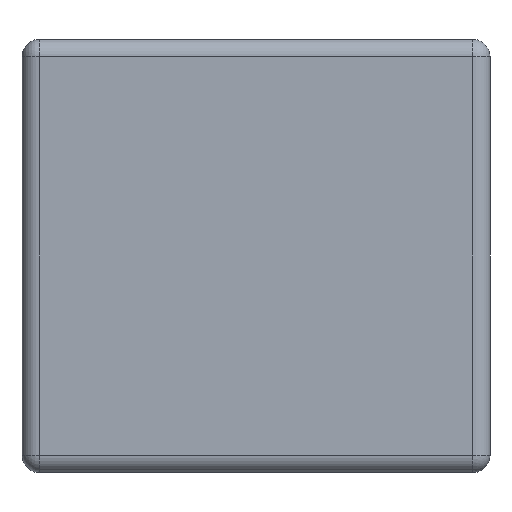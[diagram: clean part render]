
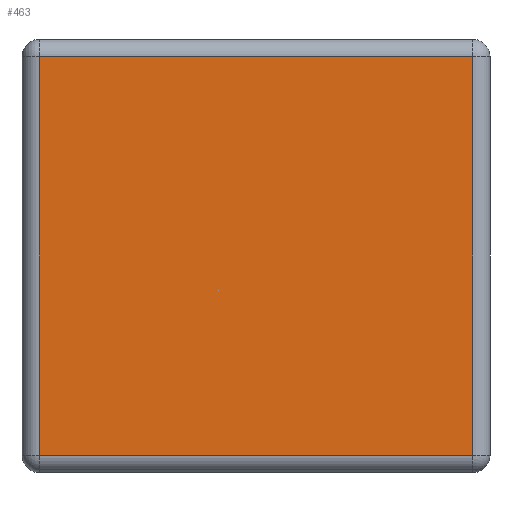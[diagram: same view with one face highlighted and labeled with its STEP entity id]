
A CAD part, left-side view. The second image highlights one B-rep face of the part: STEP entity #463.
In plain terms, the highlighted planar face has unit normal (-1, 0, 0).
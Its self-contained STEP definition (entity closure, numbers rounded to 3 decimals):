
#31 = CARTESIAN_POINT ( 'NONE',  ( -1., 0.05, 0.575 ) ) ;
#63 = LINE ( 'NONE', #1038, #890 ) ;
#91 = DIRECTION ( 'NONE',  ( 1., 0., 0. ) ) ;
#338 = ORIENTED_EDGE ( 'NONE', *, *, #1004, .T. ) ;
#345 = LINE ( 'NONE', #1632, #2009 ) ;
#463 = ADVANCED_FACE ( 'NONE', ( #1208 ), #1672, .F. ) ;
#468 = AXIS2_PLACEMENT_3D ( 'NONE', #730, #91, #1697 ) ;
#532 = DIRECTION ( 'NONE',  ( 0., 1., 0. ) ) ;
#606 = EDGE_CURVE ( 'NONE', #1507, #1611, #1927, .T. ) ;
#621 = DIRECTION ( 'NONE',  ( 0., 0., 1. ) ) ;
#705 = CARTESIAN_POINT ( 'NONE',  ( -1., 1.3, 0.575 ) ) ;
#724 = VERTEX_POINT ( 'NONE', #705 ) ;
#728 = EDGE_CURVE ( 'NONE', #1611, #724, #345, .T. ) ;
#730 = CARTESIAN_POINT ( 'NONE',  ( -1., 1.35, -0.625 ) ) ;
#890 = VECTOR ( 'NONE', #1643, 1000. ) ;
#983 = VECTOR ( 'NONE', #1397, 1000. ) ;
#1004 = EDGE_CURVE ( 'NONE', #724, #1775, #1830, .T. ) ;
#1018 = VECTOR ( 'NONE', #621, 1000. ) ;
#1038 = CARTESIAN_POINT ( 'NONE',  ( -1., 1.35, -0.575 ) ) ;
#1165 = EDGE_CURVE ( 'NONE', #1775, #1507, #63, .T. ) ;
#1208 = FACE_OUTER_BOUND ( 'NONE', #1518, .T. ) ;
#1368 = CARTESIAN_POINT ( 'NONE',  ( -1., 1.3, -0.625 ) ) ;
#1396 = CARTESIAN_POINT ( 'NONE',  ( -1., 1.3, -0.575 ) ) ;
#1397 = DIRECTION ( 'NONE',  ( 0., 0., -1. ) ) ;
#1507 = VERTEX_POINT ( 'NONE', #1813 ) ;
#1518 = EDGE_LOOP ( 'NONE', ( #338, #1762, #1821, #2021 ) ) ;
#1611 = VERTEX_POINT ( 'NONE', #31 ) ;
#1632 = CARTESIAN_POINT ( 'NONE',  ( -1., 1.35, 0.575 ) ) ;
#1643 = DIRECTION ( 'NONE',  ( 0., -1., 0. ) ) ;
#1672 = PLANE ( 'NONE',  #468 ) ;
#1697 = DIRECTION ( 'NONE',  ( 0., 0., -1. ) ) ;
#1759 = CARTESIAN_POINT ( 'NONE',  ( -1., 0.05, -0.625 ) ) ;
#1762 = ORIENTED_EDGE ( 'NONE', *, *, #1165, .T. ) ;
#1775 = VERTEX_POINT ( 'NONE', #1396 ) ;
#1813 = CARTESIAN_POINT ( 'NONE',  ( -1., 0.05, -0.575 ) ) ;
#1821 = ORIENTED_EDGE ( 'NONE', *, *, #606, .T. ) ;
#1830 = LINE ( 'NONE', #1368, #983 ) ;
#1927 = LINE ( 'NONE', #1759, #1018 ) ;
#2009 = VECTOR ( 'NONE', #532, 1000. ) ;
#2021 = ORIENTED_EDGE ( 'NONE', *, *, #728, .T. ) ;
